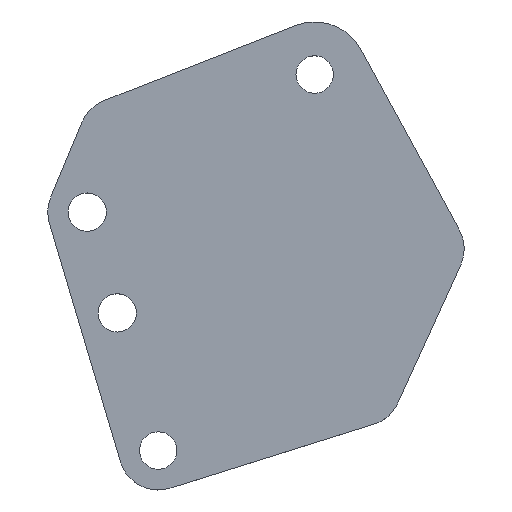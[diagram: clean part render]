
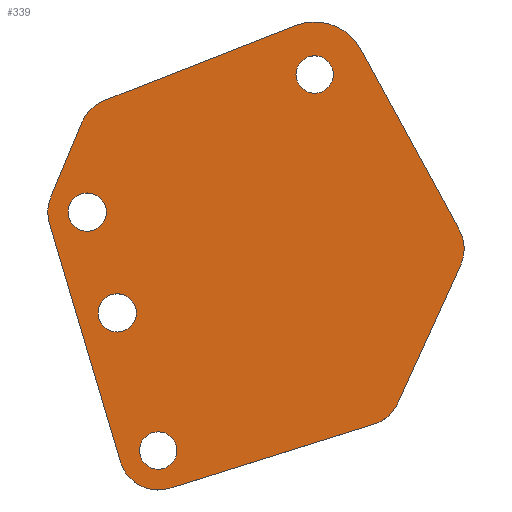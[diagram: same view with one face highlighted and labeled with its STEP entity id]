
A CAD part, top view. The second image highlights one B-rep face of the part: STEP entity #339.
In plain terms, the highlighted planar face has unit normal (0, 0, 1).
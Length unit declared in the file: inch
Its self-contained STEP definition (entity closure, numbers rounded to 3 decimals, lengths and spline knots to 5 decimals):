
#15=FACE_BOUND('',#52,.T.);
#16=FACE_BOUND('',#53,.T.);
#17=FACE_BOUND('',#54,.T.);
#18=FACE_BOUND('',#55,.T.);
#23=PLANE('',#375);
#33=FACE_OUTER_BOUND('',#51,.T.);
#51=EDGE_LOOP('',(#239,#240,#241,#242,#243,#244,#245,#246,#247,#248,#249,
#250));
#52=EDGE_LOOP('',(#251));
#53=EDGE_LOOP('',(#252));
#54=EDGE_LOOP('',(#253));
#55=EDGE_LOOP('',(#254));
#78=LINE('',#531,#106);
#79=LINE('',#535,#107);
#80=LINE('',#539,#108);
#81=LINE('',#543,#109);
#82=LINE('',#547,#110);
#83=LINE('',#550,#111);
#106=VECTOR('',#426,0.3937);
#107=VECTOR('',#429,0.3937);
#108=VECTOR('',#432,0.3937);
#109=VECTOR('',#435,0.3937);
#110=VECTOR('',#438,0.3937);
#111=VECTOR('',#441,0.3937);
#131=CIRCLE('',#370,0.091);
#134=CIRCLE('',#374,0.1875);
#135=CIRCLE('',#376,0.1875);
#136=CIRCLE('',#377,0.25);
#137=CIRCLE('',#378,0.1875);
#138=CIRCLE('',#379,0.1875);
#139=CIRCLE('',#380,0.1875);
#140=CIRCLE('',#381,0.089);
#141=CIRCLE('',#382,0.091);
#142=CIRCLE('',#383,0.089);
#151=VERTEX_POINT('',#515);
#155=VERTEX_POINT('',#524);
#156=VERTEX_POINT('',#526);
#157=VERTEX_POINT('',#530);
#158=VERTEX_POINT('',#532);
#159=VERTEX_POINT('',#534);
#160=VERTEX_POINT('',#536);
#161=VERTEX_POINT('',#538);
#162=VERTEX_POINT('',#540);
#163=VERTEX_POINT('',#542);
#164=VERTEX_POINT('',#544);
#165=VERTEX_POINT('',#546);
#166=VERTEX_POINT('',#548);
#167=VERTEX_POINT('',#551);
#168=VERTEX_POINT('',#553);
#169=VERTEX_POINT('',#555);
#183=EDGE_CURVE('',#151,#151,#131,.T.);
#188=EDGE_CURVE('',#155,#156,#134,.T.);
#190=EDGE_CURVE('',#157,#155,#78,.T.);
#191=EDGE_CURVE('',#157,#158,#135,.T.);
#192=EDGE_CURVE('',#158,#159,#79,.T.);
#193=EDGE_CURVE('',#159,#160,#136,.T.);
#194=EDGE_CURVE('',#160,#161,#80,.T.);
#195=EDGE_CURVE('',#161,#162,#137,.T.);
#196=EDGE_CURVE('',#162,#163,#81,.T.);
#197=EDGE_CURVE('',#163,#164,#138,.T.);
#198=EDGE_CURVE('',#165,#164,#82,.T.);
#199=EDGE_CURVE('',#165,#166,#139,.T.);
#200=EDGE_CURVE('',#166,#156,#83,.T.);
#201=EDGE_CURVE('',#167,#167,#140,.T.);
#202=EDGE_CURVE('',#168,#168,#141,.T.);
#203=EDGE_CURVE('',#169,#169,#142,.T.);
#239=ORIENTED_EDGE('',*,*,#188,.F.);
#240=ORIENTED_EDGE('',*,*,#190,.F.);
#241=ORIENTED_EDGE('',*,*,#191,.T.);
#242=ORIENTED_EDGE('',*,*,#192,.T.);
#243=ORIENTED_EDGE('',*,*,#193,.T.);
#244=ORIENTED_EDGE('',*,*,#194,.T.);
#245=ORIENTED_EDGE('',*,*,#195,.T.);
#246=ORIENTED_EDGE('',*,*,#196,.T.);
#247=ORIENTED_EDGE('',*,*,#197,.T.);
#248=ORIENTED_EDGE('',*,*,#198,.F.);
#249=ORIENTED_EDGE('',*,*,#199,.T.);
#250=ORIENTED_EDGE('',*,*,#200,.T.);
#251=ORIENTED_EDGE('',*,*,#183,.T.);
#252=ORIENTED_EDGE('',*,*,#201,.T.);
#253=ORIENTED_EDGE('',*,*,#202,.T.);
#254=ORIENTED_EDGE('',*,*,#203,.T.);
#339=ADVANCED_FACE('',(#33,#15,#16,#17,#18),#23,.T.);
#370=AXIS2_PLACEMENT_3D('',#516,#411,#412);
#374=AXIS2_PLACEMENT_3D('',#527,#421,#422);
#375=AXIS2_PLACEMENT_3D('',#529,#424,#425);
#376=AXIS2_PLACEMENT_3D('',#533,#427,#428);
#377=AXIS2_PLACEMENT_3D('',#537,#430,#431);
#378=AXIS2_PLACEMENT_3D('',#541,#433,#434);
#379=AXIS2_PLACEMENT_3D('',#545,#436,#437);
#380=AXIS2_PLACEMENT_3D('',#549,#439,#440);
#381=AXIS2_PLACEMENT_3D('',#552,#442,#443);
#382=AXIS2_PLACEMENT_3D('',#554,#444,#445);
#383=AXIS2_PLACEMENT_3D('',#556,#446,#447);
#411=DIRECTION('center_axis',(0.,0.,-1.));
#412=DIRECTION('ref_axis',(-1.,0.,0.));
#421=DIRECTION('center_axis',(0.,0.,-1.));
#422=DIRECTION('ref_axis',(0.662,-0.749,0.));
#424=DIRECTION('center_axis',(0.,0.,1.));
#425=DIRECTION('ref_axis',(1.,0.,0.));
#426=DIRECTION('',(-0.414,-0.91,0.));
#427=DIRECTION('center_axis',(0.,0.,1.));
#428=DIRECTION('ref_axis',(1.,0.,0.));
#429=DIRECTION('',(-0.479,0.878,0.));
#430=DIRECTION('center_axis',(0.,0.,1.));
#431=DIRECTION('ref_axis',(1.,0.,0.));
#432=DIRECTION('',(-0.931,-0.365,0.));
#433=DIRECTION('center_axis',(0.,0.,1.));
#434=DIRECTION('ref_axis',(1.,0.,0.));
#435=DIRECTION('',(-0.384,-0.923,0.));
#436=DIRECTION('center_axis',(0.,0.,1.));
#437=DIRECTION('ref_axis',(-1.,0.,0.));
#438=DIRECTION('',(-0.285,0.958,0.));
#439=DIRECTION('center_axis',(0.,0.,1.));
#440=DIRECTION('ref_axis',(-0.299,0.954,0.));
#441=DIRECTION('',(0.954,0.299,0.));
#442=DIRECTION('center_axis',(0.,0.,-1.));
#443=DIRECTION('ref_axis',(1.,0.,0.));
#444=DIRECTION('center_axis',(0.,0.,-1.));
#445=DIRECTION('ref_axis',(-1.,0.,0.));
#446=DIRECTION('center_axis',(0.,0.,-1.));
#447=DIRECTION('ref_axis',(1.,0.,0.));
#515=CARTESIAN_POINT('',(-0.84776,-1.1334,0.0625));
#516=CARTESIAN_POINT('Origin',(-0.93876,-1.1334,0.0625));
#524=CARTESIAN_POINT('',(0.39583,-1.56139,0.0625));
#526=CARTESIAN_POINT('',(0.28124,-1.66268,0.0625));
#527=CARTESIAN_POINT('Origin',(0.22516,-1.48376,0.0625));
#529=CARTESIAN_POINT('Origin',(-0.20521,-0.8625,0.0625));
#530=CARTESIAN_POINT('',(0.69372,-0.90652,0.0625));
#531=CARTESIAN_POINT('',(0.5344,-1.25678,0.0625));
#532=CARTESIAN_POINT('',(0.68768,-0.73913,0.0625));
#533=CARTESIAN_POINT('Origin',(0.52305,-0.82888,0.0625));
#534=CARTESIAN_POINT('',(0.2195,0.11966,0.0625));
#535=CARTESIAN_POINT('',(0.2195,0.11966,0.0625));
#536=CARTESIAN_POINT('',(-0.09123,0.23276,0.0625));
#537=CARTESIAN_POINT('Origin',(0.,0.,0.0625));
#538=CARTESIAN_POINT('',(-1.0019,-0.12418,0.0625));
#539=CARTESIAN_POINT('',(-1.0019,-0.12418,0.0625));
#540=CARTESIAN_POINT('',(-1.10658,-0.2267,0.0625));
#541=CARTESIAN_POINT('Origin',(-0.93347,-0.29875,0.0625));
#542=CARTESIAN_POINT('',(-1.25452,-0.58214,0.0625));
#543=CARTESIAN_POINT('',(-1.09644,-0.20235,0.0625));
#544=CARTESIAN_POINT('',(-1.26113,-0.70769,0.0625));
#545=CARTESIAN_POINT('Origin',(-1.08142,-0.65419,0.0625));
#546=CARTESIAN_POINT('',(-0.92374,-1.841,0.0625));
#547=CARTESIAN_POINT('',(-0.92374,-1.841,0.0625));
#548=CARTESIAN_POINT('',(-0.68796,-1.96642,0.0625));
#549=CARTESIAN_POINT('Origin',(-0.74403,-1.7875,0.0625));
#550=CARTESIAN_POINT('',(-0.68796,-1.96642,0.0625));
#551=CARTESIAN_POINT('',(-0.83303,-1.7875,0.0625));
#552=CARTESIAN_POINT('Origin',(-0.74403,-1.7875,0.0625));
#553=CARTESIAN_POINT('',(-0.99042,-0.65419,0.0625));
#554=CARTESIAN_POINT('Origin',(-1.08142,-0.65419,0.0625));
#555=CARTESIAN_POINT('',(-0.089,0.,0.0625));
#556=CARTESIAN_POINT('Origin',(0.,0.,0.0625));
